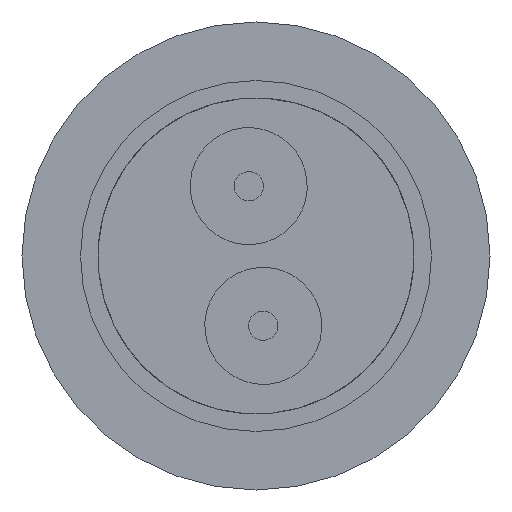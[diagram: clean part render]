
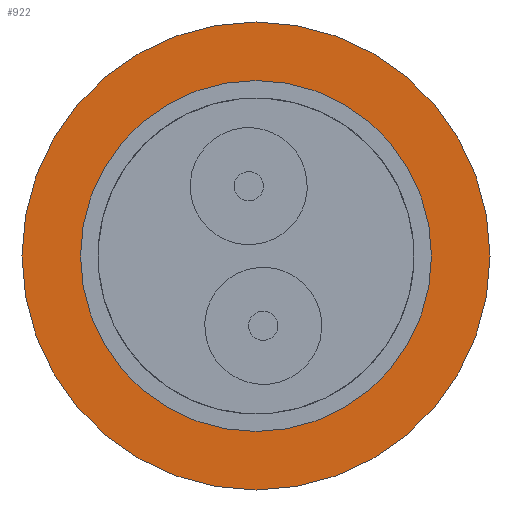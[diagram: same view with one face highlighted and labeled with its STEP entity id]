
A CAD part, front view. The second image highlights one B-rep face of the part: STEP entity #922.
In plain terms, the highlighted planar face has unit normal (0, -1, 0).
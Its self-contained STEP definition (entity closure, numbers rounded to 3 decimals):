
#18 = VERTEX_POINT ( 'NONE', #544 ) ;
#21 = PLANE ( 'NONE',  #887 ) ;
#32 = AXIS2_PLACEMENT_3D ( 'NONE', #96, #829, #649 ) ;
#34 = ORIENTED_EDGE ( 'NONE', *, *, #979, .T. ) ;
#53 = CIRCLE ( 'NONE', #86, 2. ) ;
#86 = AXIS2_PLACEMENT_3D ( 'NONE', #1038, #294, #413 ) ;
#96 = CARTESIAN_POINT ( 'NONE',  ( 0., 0., 0. ) ) ;
#99 = CIRCLE ( 'NONE', #633, 1.5 ) ;
#114 = CARTESIAN_POINT ( 'NONE',  ( 0., 0., 1.5 ) ) ;
#205 = CARTESIAN_POINT ( 'NONE',  ( 1.5, 0., 0. ) ) ;
#222 = DIRECTION ( 'NONE',  ( 0., 0., -1. ) ) ;
#294 = DIRECTION ( 'NONE',  ( 0., -1., 0. ) ) ;
#313 = FACE_BOUND ( 'NONE', #976, .T. ) ;
#343 = CIRCLE ( 'NONE', #572, 1.5 ) ;
#369 = VERTEX_POINT ( 'NONE', #399 ) ;
#399 = CARTESIAN_POINT ( 'NONE',  ( 0., 0., -1.5 ) ) ;
#413 = DIRECTION ( 'NONE',  ( 0., 0., -1. ) ) ;
#433 = VERTEX_POINT ( 'NONE', #1127 ) ;
#486 = FACE_OUTER_BOUND ( 'NONE', #785, .T. ) ;
#524 = CARTESIAN_POINT ( 'NONE',  ( 0., 0., 0. ) ) ;
#544 = CARTESIAN_POINT ( 'NONE',  ( 0., 0., 2. ) ) ;
#553 = CIRCLE ( 'NONE', #32, 2. ) ;
#572 = AXIS2_PLACEMENT_3D ( 'NONE', #524, #628, #1155 ) ;
#628 = DIRECTION ( 'NONE',  ( 0., -1., 0. ) ) ;
#629 = EDGE_CURVE ( 'NONE', #369, #1151, #99, .T. ) ;
#633 = AXIS2_PLACEMENT_3D ( 'NONE', #897, #893, #974 ) ;
#649 = DIRECTION ( 'NONE',  ( 0., 0., -1. ) ) ;
#717 = EDGE_CURVE ( 'NONE', #1151, #369, #343, .T. ) ;
#785 = EDGE_LOOP ( 'NONE', ( #1053, #34 ) ) ;
#808 = ORIENTED_EDGE ( 'NONE', *, *, #629, .F. ) ;
#829 = DIRECTION ( 'NONE',  ( 0., -1., 0. ) ) ;
#887 = AXIS2_PLACEMENT_3D ( 'NONE', #205, #942, #222 ) ;
#893 = DIRECTION ( 'NONE',  ( 0., -1., 0. ) ) ;
#894 = EDGE_CURVE ( 'NONE', #433, #18, #53, .T. ) ;
#897 = CARTESIAN_POINT ( 'NONE',  ( 0., 0., 0. ) ) ;
#922 = ADVANCED_FACE ( 'NONE', ( #486, #313 ), #21, .T. ) ;
#942 = DIRECTION ( 'NONE',  ( 0., -1., 0. ) ) ;
#974 = DIRECTION ( 'NONE',  ( 0., 0., -1. ) ) ;
#976 = EDGE_LOOP ( 'NONE', ( #808, #1153 ) ) ;
#979 = EDGE_CURVE ( 'NONE', #18, #433, #553, .T. ) ;
#1038 = CARTESIAN_POINT ( 'NONE',  ( 0., 0., 0. ) ) ;
#1053 = ORIENTED_EDGE ( 'NONE', *, *, #894, .T. ) ;
#1127 = CARTESIAN_POINT ( 'NONE',  ( 0., 0., -2. ) ) ;
#1151 = VERTEX_POINT ( 'NONE', #114 ) ;
#1153 = ORIENTED_EDGE ( 'NONE', *, *, #717, .F. ) ;
#1155 = DIRECTION ( 'NONE',  ( 0., 0., -1. ) ) ;
